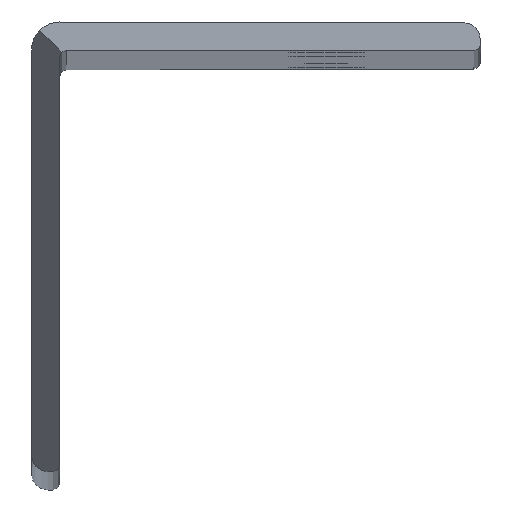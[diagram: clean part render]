
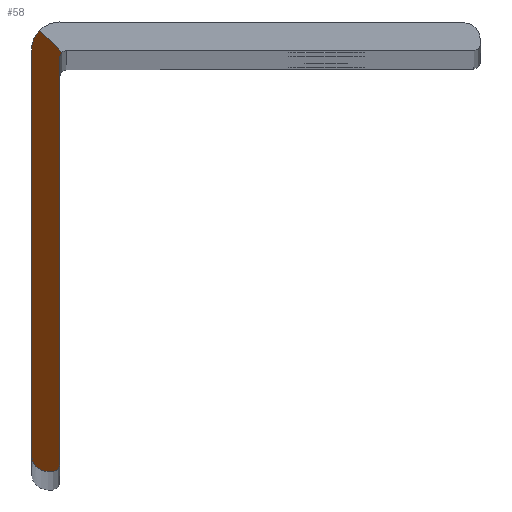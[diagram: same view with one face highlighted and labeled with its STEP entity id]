
A CAD part, top view. The second image highlights one B-rep face of the part: STEP entity #58.
In plain terms, the highlighted planar face has unit normal (0, -0.707, 0.707).
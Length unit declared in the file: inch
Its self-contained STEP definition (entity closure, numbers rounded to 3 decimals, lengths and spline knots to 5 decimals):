
#12 = VECTOR ( 'NONE', #984, 39.37008 ) ;
#16 = CARTESIAN_POINT ( 'NONE',  ( -0.49357, -0.03018, 25.21686 ) ) ;
#28 = ORIENTED_EDGE ( 'NONE', *, *, #376, .F. ) ;
#41 = CARTESIAN_POINT ( 'NONE',  ( 0.5, 0., 25.24705 ) ) ;
#42 = EDGE_CURVE ( 'NONE', #1288, #680, #918, .T. ) ;
#43 = DIRECTION ( 'NONE',  ( -1., 0., 0. ) ) ;
#49 = DIRECTION ( 'NONE',  ( 0., -0.707, -0.707 ) ) ;
#58 = ADVANCED_FACE ( 'NONE', ( #707 ), #216, .F. ) ;
#59 = ORIENTED_EDGE ( 'NONE', *, *, #42, .T. ) ;
#73 = VERTEX_POINT ( 'NONE', #234 ) ;
#82 = CARTESIAN_POINT ( 'NONE',  ( -0.5, -0.96296, 24.28408 ) ) ;
#106 = EDGE_LOOP ( 'NONE', ( #28, #406, #306, #271, #143, #272, #59, #1122 ) ) ;
#130 = CARTESIAN_POINT ( 'NONE',  ( -0.4375, -0.07375, 25.1733 ) ) ;
#140 = VECTOR ( 'NONE', #49, 39.37008 ) ;
#143 = ORIENTED_EDGE ( 'NONE', *, *, #910, .F. ) ;
#176 = CARTESIAN_POINT ( 'NONE',  ( -0.46296, -1., 24.24705 ) ) ;
#178 = LINE ( 'NONE', #254, #585 ) ;
#191 = LINE ( 'NONE', #568, #520 ) ;
#196 =( BOUNDED_CURVE ( )  B_SPLINE_CURVE ( 3, ( #380, #693, #212, #201 ),
 .UNSPECIFIED., .F., .F. ) 
 B_SPLINE_CURVE_WITH_KNOTS ( ( 4, 4 ),
 ( 4.71239, 6.28319 ),
 .UNSPECIFIED. ) 
 CURVE ( )  GEOMETRIC_REPRESENTATION_ITEM ( )  RATIONAL_B_SPLINE_CURVE ( ( 1., 0.805, 0.805, 1. ) ) 
 REPRESENTATION_ITEM ( '' )  );
#201 = CARTESIAN_POINT ( 'NONE',  ( -0.45288, -1., 24.24705 ) ) ;
#212 = CARTESIAN_POINT ( 'NONE',  ( -0.44387, -1., 24.24705 ) ) ;
#216 = PLANE ( 'NONE',  #265 ) ;
#234 = CARTESIAN_POINT ( 'NONE',  ( -0.43299, -0.06701, 25.18004 ) ) ;
#254 = CARTESIAN_POINT ( 'NONE',  ( 0.5, -1., 24.24705 ) ) ;
#265 = AXIS2_PLACEMENT_3D ( 'NONE', #41, #523, #914 ) ;
#271 = ORIENTED_EDGE ( 'NONE', *, *, #359, .F. ) ;
#272 = ORIENTED_EDGE ( 'NONE', *, *, #985, .F. ) ;
#277 = VERTEX_POINT ( 'NONE', #917 ) ;
#306 = ORIENTED_EDGE ( 'NONE', *, *, #877, .F. ) ;
#313 =( BOUNDED_CURVE ( )  B_SPLINE_CURVE ( 3, ( #900, #1191, #16, #524 ),
 .UNSPECIFIED., .F., .F. ) 
 B_SPLINE_CURVE_WITH_KNOTS ( ( 4, 4 ),
 ( 1.5708, 2.35619 ),
 .UNSPECIFIED. ) 
 CURVE ( )  GEOMETRIC_REPRESENTATION_ITEM ( )  RATIONAL_B_SPLINE_CURVE ( ( 1., 0.949, 0.949, 1. ) ) 
 REPRESENTATION_ITEM ( '' )  );
#330 = CARTESIAN_POINT ( 'NONE',  ( -0.48169, -0.01831, 25.22874 ) ) ;
#359 = EDGE_CURVE ( 'NONE', #73, #542, #1082, .T. ) ;
#376 = EDGE_CURVE ( 'NONE', #467, #277, #178, .T. ) ;
#380 = CARTESIAN_POINT ( 'NONE',  ( -0.4375, -0.98462, 24.26243 ) ) ;
#406 = ORIENTED_EDGE ( 'NONE', *, *, #428, .F. ) ;
#428 = EDGE_CURVE ( 'NONE', #803, #467, #196, .T. ) ;
#467 = VERTEX_POINT ( 'NONE', #698 ) ;
#482 = DIRECTION ( 'NONE',  ( 0., -0.707, -0.707 ) ) ;
#520 = VECTOR ( 'NONE', #482, 39.37008 ) ;
#523 = DIRECTION ( 'NONE',  ( 0., 0.707, -0.707 ) ) ;
#524 = CARTESIAN_POINT ( 'NONE',  ( -0.48169, -0.01831, 25.22874 ) ) ;
#542 = VERTEX_POINT ( 'NONE', #588 ) ;
#568 = CARTESIAN_POINT ( 'NONE',  ( -0.4375, -0.03894, 25.2081 ) ) ;
#579 = CARTESIAN_POINT ( 'NONE',  ( -0.48466, -1., 24.24705 ) ) ;
#585 = VECTOR ( 'NONE', #43, 39.37008 ) ;
#588 = CARTESIAN_POINT ( 'NONE',  ( -0.4375, -0.07788, 25.16916 ) ) ;
#644 = CARTESIAN_POINT ( 'NONE',  ( -0.5, -0.0625, 25.18455 ) ) ;
#655 = CARTESIAN_POINT ( 'NONE',  ( -0.5, -0.96296, 24.28408 ) ) ;
#680 = VERTEX_POINT ( 'NONE', #655 ) ;
#693 = CARTESIAN_POINT ( 'NONE',  ( -0.4375, -0.99363, 24.25342 ) ) ;
#698 = CARTESIAN_POINT ( 'NONE',  ( -0.45288, -1., 24.24705 ) ) ;
#707 = FACE_OUTER_BOUND ( 'NONE', #106, .T. ) ;
#712 = VERTEX_POINT ( 'NONE', #330 ) ;
#724 = CARTESIAN_POINT ( 'NONE',  ( -0.5, 0., 25.24705 ) ) ;
#749 = CARTESIAN_POINT ( 'NONE',  ( -0.4375, -0.98462, 24.26243 ) ) ;
#763 = LINE ( 'NONE', #1157, #12 ) ;
#803 = VERTEX_POINT ( 'NONE', #749 ) ;
#806 =( BOUNDED_CURVE ( )  B_SPLINE_CURVE ( 3, ( #176, #579, #975, #82 ),
 .UNSPECIFIED., .F., .F. ) 
 B_SPLINE_CURVE_WITH_KNOTS ( ( 4, 4 ),
 ( 0., 1.5708 ),
 .UNSPECIFIED. ) 
 CURVE ( )  GEOMETRIC_REPRESENTATION_ITEM ( )  RATIONAL_B_SPLINE_CURVE ( ( 1., 0.805, 0.805, 1. ) ) 
 REPRESENTATION_ITEM ( '' )  );
#816 = CARTESIAN_POINT ( 'NONE',  ( -0.4375, -0.07788, 25.16916 ) ) ;
#877 = EDGE_CURVE ( 'NONE', #542, #803, #191, .T. ) ;
#900 = CARTESIAN_POINT ( 'NONE',  ( -0.5, -0.0625, 25.18455 ) ) ;
#910 = EDGE_CURVE ( 'NONE', #712, #73, #763, .T. ) ;
#914 = DIRECTION ( 'NONE',  ( 0., 0.707, 0.707 ) ) ;
#917 = CARTESIAN_POINT ( 'NONE',  ( -0.46296, -1., 24.24705 ) ) ;
#918 = LINE ( 'NONE', #724, #140 ) ;
#965 = EDGE_CURVE ( 'NONE', #277, #680, #806, .T. ) ;
#975 = CARTESIAN_POINT ( 'NONE',  ( -0.5, -0.98466, 24.26239 ) ) ;
#984 = DIRECTION ( 'NONE',  ( 0.577, -0.577, -0.577 ) ) ;
#985 = EDGE_CURVE ( 'NONE', #1288, #712, #313, .T. ) ;
#1082 =( BOUNDED_CURVE ( )  B_SPLINE_CURVE ( 3, ( #1240, #1134, #130, #816 ),
 .UNSPECIFIED., .F., .F. ) 
 B_SPLINE_CURVE_WITH_KNOTS ( ( 4, 4 ),
 ( 3.92699, 4.71239 ),
 .UNSPECIFIED. ) 
 CURVE ( )  GEOMETRIC_REPRESENTATION_ITEM ( )  RATIONAL_B_SPLINE_CURVE ( ( 1., 0.949, 0.949, 1. ) ) 
 REPRESENTATION_ITEM ( '' )  );
#1122 = ORIENTED_EDGE ( 'NONE', *, *, #965, .F. ) ;
#1134 = CARTESIAN_POINT ( 'NONE',  ( -0.43592, -0.06993, 25.17712 ) ) ;
#1157 = CARTESIAN_POINT ( 'NONE',  ( 0.5, -1., 24.24705 ) ) ;
#1191 = CARTESIAN_POINT ( 'NONE',  ( -0.5, -0.0457, 25.20134 ) ) ;
#1240 = CARTESIAN_POINT ( 'NONE',  ( -0.43299, -0.06701, 25.18004 ) ) ;
#1288 = VERTEX_POINT ( 'NONE', #644 ) ;
